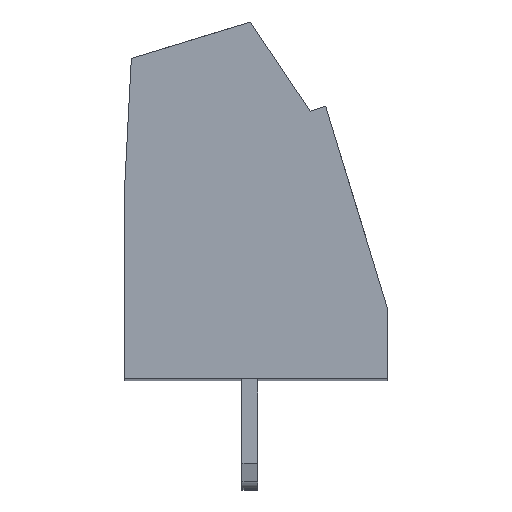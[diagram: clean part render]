
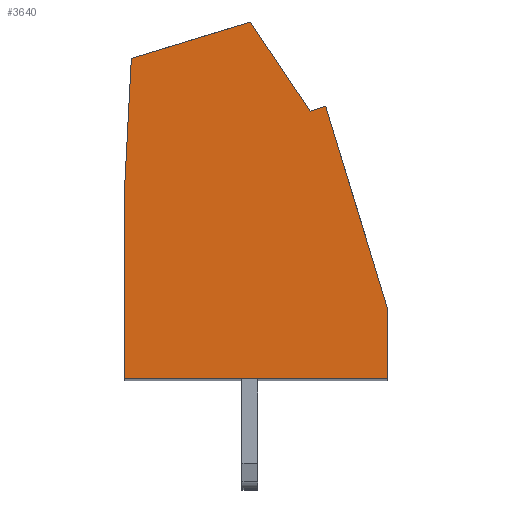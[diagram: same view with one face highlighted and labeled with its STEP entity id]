
A CAD part, top view. The second image highlights one B-rep face of the part: STEP entity #3640.
In plain terms, the highlighted planar face has unit normal (0, 0, 1).
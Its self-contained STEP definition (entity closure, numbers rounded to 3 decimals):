
#455=DIRECTION('',(-0.292,0.956,0.));
#456=VECTOR('',#455,6.75);
#457=CARTESIAN_POINT('',(4.2,-5.45,1.75));
#458=LINE('',#457,#456);
#459=DIRECTION('',(0.,1.,0.));
#460=VECTOR('',#459,2.25);
#461=CARTESIAN_POINT('',(4.2,-7.7,1.75));
#462=LINE('',#461,#460);
#463=DIRECTION('',(1.,0.,0.));
#464=VECTOR('',#463,8.4);
#465=CARTESIAN_POINT('',(-4.2,-7.7,1.75));
#466=LINE('',#465,#464);
#467=DIRECTION('',(0.,-1.,0.));
#468=VECTOR('',#467,6.071);
#469=CARTESIAN_POINT('',(-4.2,-1.629,1.75));
#470=LINE('',#469,#468);
#471=DIRECTION('',(-0.052,-0.999,0.));
#472=VECTOR('',#471,4.172);
#473=CARTESIAN_POINT('',(-3.982,2.537,1.75));
#474=LINE('',#473,#472);
#475=DIRECTION('',(-0.956,-0.292,0.));
#476=VECTOR('',#475,3.978);
#477=CARTESIAN_POINT('',(-0.177,3.7,1.75));
#478=LINE('',#477,#476);
#479=DIRECTION('',(-0.559,0.829,0.));
#480=VECTOR('',#479,3.43);
#481=CARTESIAN_POINT('',(1.741,0.857,1.75));
#482=LINE('',#481,#480);
#483=DIRECTION('',(-0.956,-0.292,0.));
#484=VECTOR('',#483,0.508);
#485=CARTESIAN_POINT('',(2.226,1.005,1.75));
#486=LINE('',#485,#484);
#2519=CARTESIAN_POINT('',(4.2,-5.45,1.75));
#2520=CARTESIAN_POINT('',(2.226,1.005,1.75));
#2521=VERTEX_POINT('',#2519);
#2522=VERTEX_POINT('',#2520);
#2523=CARTESIAN_POINT('',(1.741,0.857,1.75));
#2524=VERTEX_POINT('',#2523);
#2525=CARTESIAN_POINT('',(-0.177,3.7,1.75));
#2526=VERTEX_POINT('',#2525);
#2527=CARTESIAN_POINT('',(-3.982,2.537,1.75));
#2528=VERTEX_POINT('',#2527);
#2529=CARTESIAN_POINT('',(-4.2,-1.629,1.75));
#2530=VERTEX_POINT('',#2529);
#2531=CARTESIAN_POINT('',(-4.2,-7.7,1.75));
#2532=VERTEX_POINT('',#2531);
#2533=CARTESIAN_POINT('',(4.2,-7.7,1.75));
#2534=VERTEX_POINT('',#2533);
#3625=CARTESIAN_POINT('',(0.,0.,1.75));
#3626=DIRECTION('',(0.,0.,1.));
#3627=DIRECTION('',(1.,0.,0.));
#3628=AXIS2_PLACEMENT_3D('',#3625,#3626,#3627);
#3629=PLANE('',#3628);
#3630=ORIENTED_EDGE('',*,*,#3287,.F.);
#3631=ORIENTED_EDGE('',*,*,#3392,.F.);
#3632=ORIENTED_EDGE('',*,*,#3406,.F.);
#3633=ORIENTED_EDGE('',*,*,#3510,.F.);
#3634=ORIENTED_EDGE('',*,*,#3524,.F.);
#3635=ORIENTED_EDGE('',*,*,#3538,.F.);
#3636=ORIENTED_EDGE('',*,*,#3606,.F.);
#3637=ORIENTED_EDGE('',*,*,#3619,.F.);
#3638=EDGE_LOOP('',(#3630,#3631,#3632,#3633,#3634,#3635,#3636,#3637));
#3639=FACE_OUTER_BOUND('',#3638,.F.);
#3287=EDGE_CURVE('',#2521,#2522,#458,.T.);
#3392=EDGE_CURVE('',#2534,#2521,#462,.T.);
#3406=EDGE_CURVE('',#2532,#2534,#466,.T.);
#3510=EDGE_CURVE('',#2530,#2532,#470,.T.);
#3524=EDGE_CURVE('',#2528,#2530,#474,.T.);
#3538=EDGE_CURVE('',#2526,#2528,#478,.T.);
#3606=EDGE_CURVE('',#2524,#2526,#482,.T.);
#3619=EDGE_CURVE('',#2522,#2524,#486,.T.);
#3640=ADVANCED_FACE('',(#3639),#3629,.T.);
